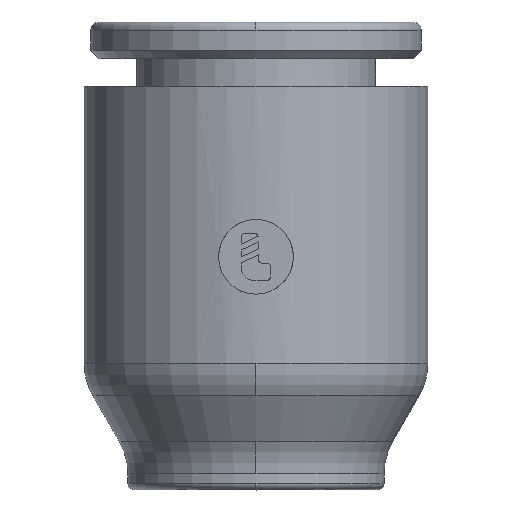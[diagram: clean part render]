
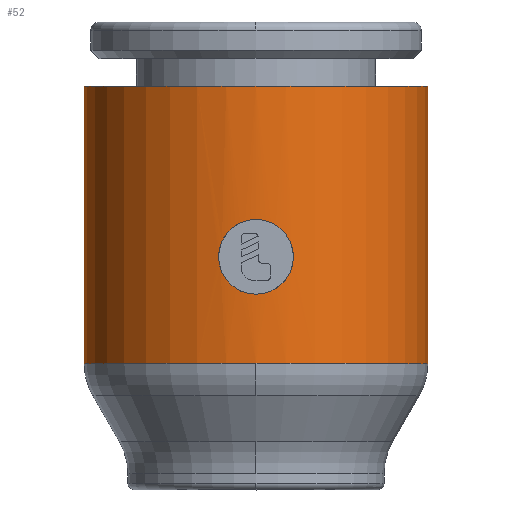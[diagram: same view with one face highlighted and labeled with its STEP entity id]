
A CAD part, top view. The second image highlights one B-rep face of the part: STEP entity #52.
In plain terms, the highlighted cylindrical face has radius 8.05 mm (diameter 16.1 mm), a partial arc.
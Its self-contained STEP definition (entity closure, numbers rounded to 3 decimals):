
#52=ADVANCED_FACE('',(#111,#112),#113,.T.);
#111=FACE_OUTER_BOUND('',#222,.T.);
#112=FACE_BOUND('',#223,.T.);
#113=CYLINDRICAL_SURFACE('',#224,8.05);
#222=EDGE_LOOP('',(#374,#375,#376,#377,#378));
#223=EDGE_LOOP('',(#379,#380));
#224=AXIS2_PLACEMENT_3D('',#381,#382,#383);
#374=ORIENTED_EDGE('',*,*,#763,.F.);
#375=ORIENTED_EDGE('',*,*,#735,.T.);
#376=ORIENTED_EDGE('',*,*,#742,.T.);
#377=ORIENTED_EDGE('',*,*,#764,.F.);
#378=ORIENTED_EDGE('',*,*,#765,.F.);
#379=ORIENTED_EDGE('',*,*,#766,.T.);
#380=ORIENTED_EDGE('',*,*,#767,.T.);
#381=CARTESIAN_POINT('',(0.0,-6.498,0.0));
#382=DIRECTION('',(0.0,1.0,0.0));
#383=DIRECTION('',(-1.0,0.0,0.0));
#735=EDGE_CURVE('',#864,#865,#866,.T.);
#742=EDGE_CURVE('',#865,#876,#878,.T.);
#763=EDGE_CURVE('',#864,#914,#915,.T.);
#764=EDGE_CURVE('',#916,#876,#917,.T.);
#765=EDGE_CURVE('',#914,#916,#918,.T.);
#766=EDGE_CURVE('',#919,#920,#921,.T.);
#767=EDGE_CURVE('',#920,#919,#922,.T.);
#864=VERTEX_POINT('',#1079);
#865=VERTEX_POINT('',#1080);
#866=CIRCLE('',#1081,8.05);
#876=VERTEX_POINT('',#1091);
#878=CIRCLE('',#1093,8.05);
#914=VERTEX_POINT('',#1133);
#915=LINE('',#1134,#1135);
#916=VERTEX_POINT('',#1136);
#917=LINE('',#1137,#1138);
#918=CIRCLE('',#1139,8.05);
#919=VERTEX_POINT('',#1140);
#920=VERTEX_POINT('',#1141);
#921=B_SPLINE_CURVE_WITH_KNOTS('',3,(#1142,#1143,#1144,#1145,#1146,#1147,#1148,#1149,#1150,#1151,#1152,#1153,#1154,#1155,#1156,#1157,#1158,#1159,#1160,#1161,#1162,#1163,#1164,#1165,#1166,#1167,#1168,#1169,#1170,#1171,#1172,#1173,#1174,#1175),.UNSPECIFIED.,.F.,.F.,(4,2,2,2,2,2,2,2,2,2,2,2,2,2,2,2,4),(0.0,0.331,0.662,0.992,1.323,1.654,1.984,2.315,2.646,2.977,3.307,3.638,3.969,4.3,4.63,4.961,5.292),.UNSPECIFIED.);
#922=B_SPLINE_CURVE_WITH_KNOTS('',3,(#1176,#1177,#1178,#1179,#1180,#1181,#1182,#1183,#1184,#1185,#1186,#1187,#1188,#1189,#1190,#1191,#1192,#1193,#1194,#1195,#1196,#1197,#1198,#1199,#1200,#1201,#1202,#1203,#1204,#1205,#1206,#1207,#1208,#1209),.UNSPECIFIED.,.F.,.F.,(4,2,2,2,2,2,2,2,2,2,2,2,2,2,2,2,4),(5.292,5.623,5.953,6.284,6.615,6.946,7.276,7.607,7.938,8.268,8.599,8.93,9.261,9.591,9.922,10.253,10.584),.UNSPECIFIED.);
#1079=CARTESIAN_POINT('',(-8.05,-12.996,0.0));
#1080=CARTESIAN_POINT('',(0.,-12.996,8.05));
#1081=AXIS2_PLACEMENT_3D('',#1421,#1422,#1423);
#1091=CARTESIAN_POINT('',(8.05,-12.996,0.));
#1093=AXIS2_PLACEMENT_3D('',#1442,#1443,#1444);
#1133=CARTESIAN_POINT('',(-8.05,0.0,0.0));
#1134=CARTESIAN_POINT('',(-8.05,-6.498,0.));
#1135=VECTOR('',#1497,1.0);
#1136=CARTESIAN_POINT('',(8.05,0.0,0.));
#1137=CARTESIAN_POINT('',(8.05,-6.498,0.));
#1138=VECTOR('',#1498,1.0);
#1139=AXIS2_PLACEMENT_3D('',#1499,#1500,#1501);
#1140=CARTESIAN_POINT('',(-1.75,-8.0,7.857));
#1141=CARTESIAN_POINT('',(1.75,-8.0,7.857));
#1142=CARTESIAN_POINT('',(-1.75,-8.0,7.857));
#1143=CARTESIAN_POINT('',(-1.75,-7.89,7.857));
#1144=CARTESIAN_POINT('',(-1.739,-7.776,7.86));
#1145=CARTESIAN_POINT('',(-1.695,-7.55,7.87));
#1146=CARTESIAN_POINT('',(-1.661,-7.437,7.877));
#1147=CARTESIAN_POINT('',(-1.572,-7.222,7.895));
#1148=CARTESIAN_POINT('',(-1.516,-7.118,7.906));
#1149=CARTESIAN_POINT('',(-1.388,-6.928,7.93));
#1150=CARTESIAN_POINT('',(-1.315,-6.84,7.942));
#1151=CARTESIAN_POINT('',(-1.16,-6.685,7.966));
#1152=CARTESIAN_POINT('',(-1.072,-6.612,7.979));
#1153=CARTESIAN_POINT('',(-0.882,-6.484,8.002));
#1154=CARTESIAN_POINT('',(-0.778,-6.428,8.013));
#1155=CARTESIAN_POINT('',(-0.563,-6.339,8.031));
#1156=CARTESIAN_POINT('',(-0.45,-6.305,8.038));
#1157=CARTESIAN_POINT('',(-0.224,-6.261,8.048));
#1158=CARTESIAN_POINT('',(-0.11,-6.25,8.05));
#1159=CARTESIAN_POINT('',(0.11,-6.25,8.05));
#1160=CARTESIAN_POINT('',(0.224,-6.261,8.048));
#1161=CARTESIAN_POINT('',(0.45,-6.305,8.038));
#1162=CARTESIAN_POINT('',(0.563,-6.339,8.031));
#1163=CARTESIAN_POINT('',(0.778,-6.428,8.013));
#1164=CARTESIAN_POINT('',(0.882,-6.484,8.002));
#1165=CARTESIAN_POINT('',(1.072,-6.612,7.979));
#1166=CARTESIAN_POINT('',(1.16,-6.685,7.966));
#1167=CARTESIAN_POINT('',(1.315,-6.84,7.942));
#1168=CARTESIAN_POINT('',(1.388,-6.928,7.93));
#1169=CARTESIAN_POINT('',(1.516,-7.118,7.906));
#1170=CARTESIAN_POINT('',(1.572,-7.222,7.895));
#1171=CARTESIAN_POINT('',(1.661,-7.437,7.877));
#1172=CARTESIAN_POINT('',(1.695,-7.55,7.87));
#1173=CARTESIAN_POINT('',(1.739,-7.776,7.86));
#1174=CARTESIAN_POINT('',(1.75,-7.89,7.857));
#1175=CARTESIAN_POINT('',(1.75,-8.0,7.857));
#1176=CARTESIAN_POINT('',(1.75,-8.0,7.857));
#1177=CARTESIAN_POINT('',(1.75,-8.11,7.857));
#1178=CARTESIAN_POINT('',(1.739,-8.224,7.86));
#1179=CARTESIAN_POINT('',(1.695,-8.45,7.87));
#1180=CARTESIAN_POINT('',(1.661,-8.563,7.877));
#1181=CARTESIAN_POINT('',(1.572,-8.778,7.895));
#1182=CARTESIAN_POINT('',(1.516,-8.882,7.906));
#1183=CARTESIAN_POINT('',(1.388,-9.072,7.93));
#1184=CARTESIAN_POINT('',(1.315,-9.16,7.942));
#1185=CARTESIAN_POINT('',(1.16,-9.315,7.966));
#1186=CARTESIAN_POINT('',(1.072,-9.388,7.979));
#1187=CARTESIAN_POINT('',(0.882,-9.516,8.002));
#1188=CARTESIAN_POINT('',(0.778,-9.572,8.013));
#1189=CARTESIAN_POINT('',(0.563,-9.661,8.031));
#1190=CARTESIAN_POINT('',(0.45,-9.695,8.038));
#1191=CARTESIAN_POINT('',(0.224,-9.739,8.048));
#1192=CARTESIAN_POINT('',(0.11,-9.75,8.05));
#1193=CARTESIAN_POINT('',(-0.11,-9.75,8.05));
#1194=CARTESIAN_POINT('',(-0.224,-9.739,8.048));
#1195=CARTESIAN_POINT('',(-0.45,-9.695,8.038));
#1196=CARTESIAN_POINT('',(-0.563,-9.661,8.031));
#1197=CARTESIAN_POINT('',(-0.778,-9.572,8.013));
#1198=CARTESIAN_POINT('',(-0.882,-9.516,8.002));
#1199=CARTESIAN_POINT('',(-1.072,-9.388,7.979));
#1200=CARTESIAN_POINT('',(-1.16,-9.315,7.966));
#1201=CARTESIAN_POINT('',(-1.315,-9.16,7.942));
#1202=CARTESIAN_POINT('',(-1.388,-9.072,7.93));
#1203=CARTESIAN_POINT('',(-1.516,-8.882,7.906));
#1204=CARTESIAN_POINT('',(-1.572,-8.778,7.895));
#1205=CARTESIAN_POINT('',(-1.661,-8.563,7.877));
#1206=CARTESIAN_POINT('',(-1.695,-8.45,7.87));
#1207=CARTESIAN_POINT('',(-1.739,-8.224,7.86));
#1208=CARTESIAN_POINT('',(-1.75,-8.11,7.857));
#1209=CARTESIAN_POINT('',(-1.75,-8.0,7.857));
#1421=CARTESIAN_POINT('',(0.0,-12.996,0.0));
#1422=DIRECTION('',(0.0,1.0,0.0));
#1423=DIRECTION('',(-1.0,0.0,0.0));
#1442=CARTESIAN_POINT('',(0.0,-12.996,0.0));
#1443=DIRECTION('',(0.0,1.0,0.0));
#1444=DIRECTION('',(-1.0,0.0,0.0));
#1497=DIRECTION('',(0.0,1.0,0.0));
#1498=DIRECTION('',(-0.0,-1.0,-0.0));
#1499=CARTESIAN_POINT('',(0.0,0.0,0.0));
#1500=DIRECTION('',(0.0,1.0,0.0));
#1501=DIRECTION('',(-1.0,0.0,0.0));
